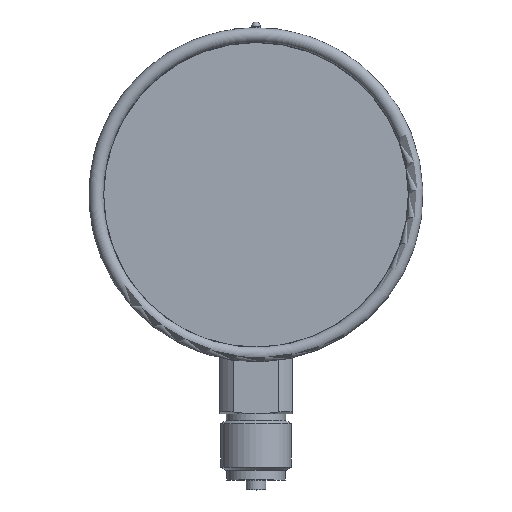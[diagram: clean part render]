
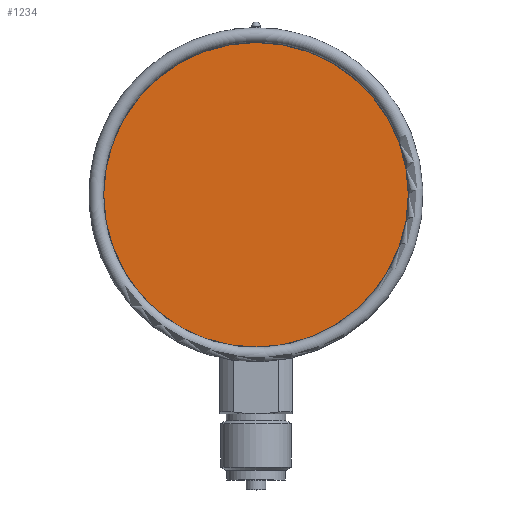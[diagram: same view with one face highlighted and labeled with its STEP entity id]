
A CAD part, top view. The second image highlights one B-rep face of the part: STEP entity #1234.
In plain terms, the highlighted planar face has unit normal (0, 0, 1).
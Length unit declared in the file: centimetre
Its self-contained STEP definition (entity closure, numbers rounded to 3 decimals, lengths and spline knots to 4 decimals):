
#74=PLANE('',#1335);
#228=FACE_OUTER_BOUND('',#321,.T.);
#321=EDGE_LOOP('',(#833));
#427=CIRCLE('',#1332,4.5947);
#531=VERTEX_POINT('',#1990);
#648=EDGE_CURVE('',#531,#531,#427,.T.);
#833=ORIENTED_EDGE('',*,*,#648,.T.);
#1234=ADVANCED_FACE('',(#228),#74,.F.);
#1332=AXIS2_PLACEMENT_3D('',#1991,#1537,#1538);
#1335=AXIS2_PLACEMENT_3D('',#1994,#1543,#1544);
#1537=DIRECTION('center_axis',(0.,0.,
1.));
#1538=DIRECTION('ref_axis',(-1.,0.,0.));
#1543=DIRECTION('center_axis',(0.,0.,
-1.));
#1544=DIRECTION('ref_axis',(-1.,0.,0.));
#1990=CARTESIAN_POINT('',(4.5947,4.2515,4.24));
#1991=CARTESIAN_POINT('Origin',(0.,4.2515,
4.24));
#1994=CARTESIAN_POINT('Origin',(0.,4.2515,
4.24));
